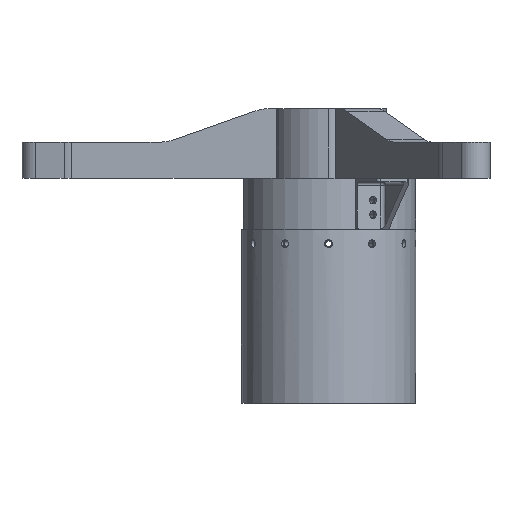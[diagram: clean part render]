
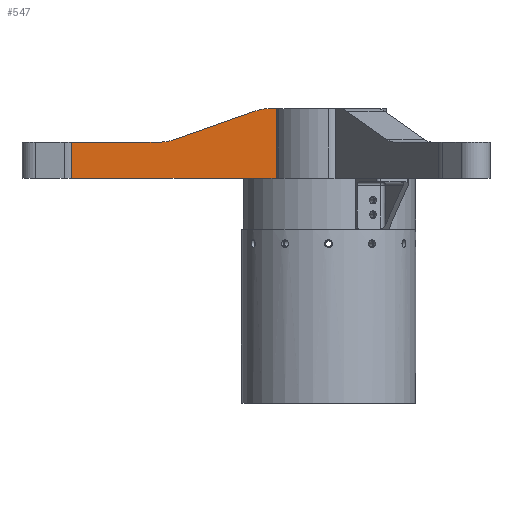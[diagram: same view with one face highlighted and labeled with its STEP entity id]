
A CAD part, left-side view. The second image highlights one B-rep face of the part: STEP entity #547.
In plain terms, the highlighted planar face has unit normal (-1, 0, 0).
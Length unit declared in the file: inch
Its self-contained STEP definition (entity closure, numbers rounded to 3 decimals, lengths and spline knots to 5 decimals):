
#399=FACE_OUTER_BOUND('',#1348,.T.);
#547=ADVANCED_FACE('',(#399),#706,.F.);
#706=PLANE('',#4760);
#1348=EDGE_LOOP('',(#2550,#2551,#2552,#2553,#2554,#2555,#2556,#2557));
#1693=LINE('',#8556,#1899);
#1697=LINE('',#8567,#1903);
#1704=LINE('',#8600,#1910);
#1706=LINE('',#8679,#1912);
#1712=LINE('',#8692,#1918);
#1714=LINE('',#8700,#1920);
#1899=VECTOR('',#5686,1.);
#1903=VECTOR('',#5694,1.);
#1910=VECTOR('',#5721,1.);
#1912=VECTOR('',#5739,1.);
#1918=VECTOR('',#5747,1.);
#1920=VECTOR('',#5761,1.);
#2550=ORIENTED_EDGE('',*,*,#3597,.F.);
#2551=ORIENTED_EDGE('',*,*,#3601,.T.);
#2552=ORIENTED_EDGE('',*,*,#3591,.F.);
#2553=ORIENTED_EDGE('',*,*,#3602,.T.);
#2554=ORIENTED_EDGE('',*,*,#3566,.F.);
#2555=ORIENTED_EDGE('',*,*,#3603,.T.);
#2556=ORIENTED_EDGE('',*,*,#3582,.F.);
#2557=ORIENTED_EDGE('',*,*,#3561,.F.);
#3106=VERTEX_POINT('',#8557);
#3107=VERTEX_POINT('',#8558);
#3111=VERTEX_POINT('',#8568);
#3112=VERTEX_POINT('',#8569);
#3127=VERTEX_POINT('',#8601);
#3135=VERTEX_POINT('',#8680);
#3136=VERTEX_POINT('',#8681);
#3140=VERTEX_POINT('',#8691);
#3561=EDGE_CURVE('',#3106,#3107,#1693,.T.);
#3566=EDGE_CURVE('',#3111,#3112,#1697,.T.);
#3582=EDGE_CURVE('',#3107,#3127,#1704,.T.);
#3591=EDGE_CURVE('',#3135,#3136,#1706,.T.);
#3597=EDGE_CURVE('',#3140,#3106,#1712,.T.);
#3601=EDGE_CURVE('',#3140,#3136,#4351,.T.);
#3602=EDGE_CURVE('',#3135,#3112,#4352,.T.);
#3603=EDGE_CURVE('',#3111,#3127,#1714,.T.);
#4351=CIRCLE('',#4758,1.5);
#4352=CIRCLE('',#4759,1.5);
#4758=AXIS2_PLACEMENT_3D('',#8698,#5757,#5758);
#4759=AXIS2_PLACEMENT_3D('',#8699,#5759,#5760);
#4760=AXIS2_PLACEMENT_3D('',#8701,#5762,#5763);
#5686=DIRECTION('',(0.,0.,-1.));
#5694=DIRECTION('',(0.,-1.,0.));
#5721=DIRECTION('',(0.,1.,0.));
#5739=DIRECTION('',(0.,-0.943,0.334));
#5747=DIRECTION('',(0.,-1.,0.));
#5757=DIRECTION('',(-1.,0.,0.));
#5758=DIRECTION('',(0.,0.,-1.));
#5759=DIRECTION('',(1.,0.,0.));
#5760=DIRECTION('',(0.,0.,-1.));
#5761=DIRECTION('',(0.,0.,-1.));
#5762=DIRECTION('',(1.,0.,0.));
#5763=DIRECTION('',(0.,0.,-1.));
#8556=CARTESIAN_POINT('',(-0.75,1.79844,19.15));
#8557=CARTESIAN_POINT('',(-0.75,1.79844,19.15));
#8558=CARTESIAN_POINT('',(-0.75,1.79844,16.75));
#8567=CARTESIAN_POINT('',(-0.75,10.5625,18.));
#8568=CARTESIAN_POINT('',(-0.75,8.85173,18.));
#8569=CARTESIAN_POINT('',(-0.75,5.806,18.));
#8600=CARTESIAN_POINT('',(-0.75,1.79844,16.75));
#8601=CARTESIAN_POINT('',(-0.75,8.85173,16.75));
#8679=CARTESIAN_POINT('',(-0.75,5.54844,18.));
#8680=CARTESIAN_POINT('',(-0.75,5.30563,18.08592));
#8681=CARTESIAN_POINT('',(-0.75,2.54124,19.06408));
#8691=CARTESIAN_POINT('',(-0.75,2.04088,19.15));
#8692=CARTESIAN_POINT('',(-0.75,2.29844,19.15));
#8698=CARTESIAN_POINT('',(-0.75,2.04088,17.65));
#8699=CARTESIAN_POINT('',(-0.75,5.806,19.5));
#8700=CARTESIAN_POINT('',(-0.75,8.85173,16.75));
#8701=CARTESIAN_POINT('',(-0.75,0.,0.));
